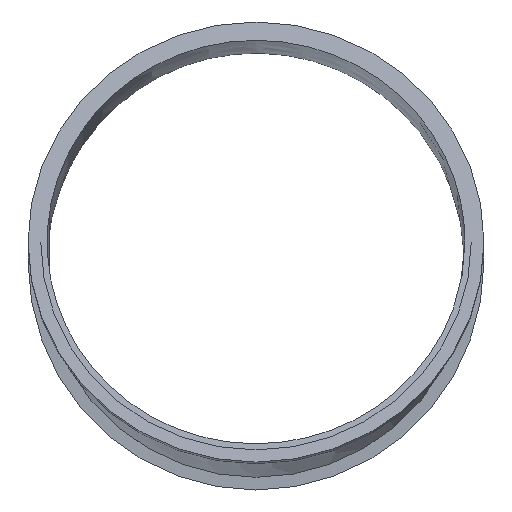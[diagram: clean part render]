
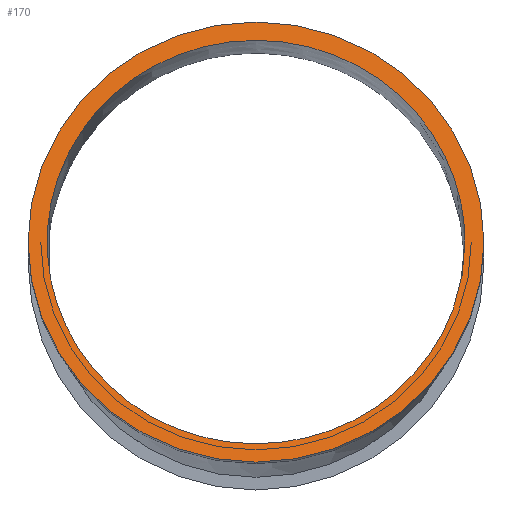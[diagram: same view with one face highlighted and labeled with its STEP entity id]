
A CAD part, top view. The second image highlights one B-rep face of the part: STEP entity #170.
In plain terms, the highlighted planar face has unit normal (0, 0.259, 0.966).
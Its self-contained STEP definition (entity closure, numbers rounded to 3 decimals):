
#21=PLANE('',#188);
#27=FACE_BOUND('',#54,.T.);
#28=FACE_BOUND('',#55,.T.);
#39=FACE_OUTER_BOUND('',#53,.T.);
#53=EDGE_LOOP('',(#150));
#54=EDGE_LOOP('',(#151));
#55=EDGE_LOOP('',(#152,#153));
#63=CIRCLE('',#181,102.);
#66=CIRCLE('',#186,108.);
#77=B_SPLINE_CURVE_WITH_KNOTS('',3,(#585,#586,#587,#588,#589,#590,#591,
#592,#593,#594,#595,#596,#597,#598,#599,#600,#601,#602,#603,#604,#605,#606,
#607,#608,#609,#610,#611,#612,#613,#614,#615,#616,#617,#618,#619,#620),
 .UNSPECIFIED.,.T.,.F.,(4,2,2,2,2,2,2,2,2,2,2,2,2,2,2,2,2,4),(0.,3.866,
7.732,11.599,15.467,19.335,23.203,
27.07,30.936,34.801,38.666,42.532,
46.4,50.27,54.137,58.004,60.193,
62.382),.UNSPECIFIED.);
#87=VERTEX_POINT('',#392);
#88=VERTEX_POINT('',#400);
#91=VERTEX_POINT('',#436);
#93=VERTEX_POINT('',#580);
#105=EDGE_CURVE('',#87,#88,#63,.T.);
#110=EDGE_CURVE('',#91,#91,#66,.T.);
#113=EDGE_CURVE('',#93,#93,#77,.T.);
#150=ORIENTED_EDGE('',*,*,#110,.F.);
#151=ORIENTED_EDGE('',*,*,#113,.T.);
#152=ORIENTED_EDGE('',*,*,#105,.F.);
#153=ORIENTED_EDGE('',*,*,#105,.T.);
#170=ADVANCED_FACE('',(#39,#27,#28),#21,.F.);
#181=AXIS2_PLACEMENT_3D('',#401,#207,#208);
#186=AXIS2_PLACEMENT_3D('',#437,#217,#218);
#188=AXIS2_PLACEMENT_3D('',#621,#221,#222);
#207=DIRECTION('center_axis',(0.,-0.259,-0.966));
#208=DIRECTION('ref_axis',(-1.,0.,0.));
#217=DIRECTION('center_axis',(0.,-0.259,-0.966));
#218=DIRECTION('ref_axis',(-1.,0.,0.));
#221=DIRECTION('center_axis',(0.,-0.259,-0.966));
#222=DIRECTION('ref_axis',(-1.,0.,0.));
#392=CARTESIAN_POINT('',(102.,10.148,77.081));
#400=CARTESIAN_POINT('',(-102.,10.148,77.081));
#401=CARTESIAN_POINT('Origin',(0.,10.148,77.081));
#436=CARTESIAN_POINT('',(108.,10.148,77.081));
#437=CARTESIAN_POINT('Origin',(0.,10.148,77.081));
#580=CARTESIAN_POINT('',(99.,10.148,77.081));
#585=CARTESIAN_POINT('Ctrl Pts',(91.668,46.253,67.407));
#586=CARTESIAN_POINT('Ctrl Pts',(96.536,34.728,70.495));
#587=CARTESIAN_POINT('Ctrl Pts',(99.027,22.394,73.8));
#588=CARTESIAN_POINT('Ctrl Pts',(98.973,-2.502,80.47));
#589=CARTESIAN_POINT('Ctrl Pts',(96.428,-14.825,83.773));
#590=CARTESIAN_POINT('Ctrl Pts',(86.59,-37.838,89.939));
#591=CARTESIAN_POINT('Ctrl Pts',(79.391,-48.307,92.744));
#592=CARTESIAN_POINT('Ctrl Pts',(61.24,-65.993,97.483));
#593=CARTESIAN_POINT('Ctrl Pts',(50.462,-73.039,99.371));
#594=CARTESIAN_POINT('Ctrl Pts',(26.714,-82.746,101.972));
#595=CARTESIAN_POINT('Ctrl Pts',(13.971,-85.313,102.659));
#596=CARTESIAN_POINT('Ctrl Pts',(-11.815,-85.584,102.732));
#597=CARTESIAN_POINT('Ctrl Pts',(-24.613,-83.286,102.116));
#598=CARTESIAN_POINT('Ctrl Pts',(-48.573,-74.081,99.65));
#599=CARTESIAN_POINT('Ctrl Pts',(-59.507,-67.264,97.823));
#600=CARTESIAN_POINT('Ctrl Pts',(-78.05,-49.967,93.189));
#601=CARTESIAN_POINT('Ctrl Pts',(-85.484,-39.654,90.425));
#602=CARTESIAN_POINT('Ctrl Pts',(-95.838,-16.859,84.317));
#603=CARTESIAN_POINT('Ctrl Pts',(-98.661,-4.596,81.032));
#604=CARTESIAN_POINT('Ctrl Pts',(-99.282,20.285,74.365));
#605=CARTESIAN_POINT('Ctrl Pts',(-97.074,32.665,71.047));
#606=CARTESIAN_POINT('Ctrl Pts',(-87.869,55.914,64.818));
#607=CARTESIAN_POINT('Ctrl Pts',(-80.959,66.561,61.965));
#608=CARTESIAN_POINT('Ctrl Pts',(-63.299,84.702,57.104));
#609=CARTESIAN_POINT('Ctrl Pts',(-52.716,92.021,55.143));
#610=CARTESIAN_POINT('Ctrl Pts',(-29.238,102.331,52.381));
#611=CARTESIAN_POINT('Ctrl Pts',(-16.566,105.221,51.606));
#612=CARTESIAN_POINT('Ctrl Pts',(9.207,106.146,51.358));
#613=CARTESIAN_POINT('Ctrl Pts',(22.062,104.173,51.887));
#614=CARTESIAN_POINT('Ctrl Pts',(46.261,95.582,54.189));
#615=CARTESIAN_POINT('Ctrl Pts',(57.374,89.046,55.94));
#616=CARTESIAN_POINT('Ctrl Pts',(72.259,75.877,59.469));
#617=CARTESIAN_POINT('Ctrl Pts',(77.078,70.556,60.895));
#618=CARTESIAN_POINT('Ctrl Pts',(85.418,58.989,63.994));
#619=CARTESIAN_POINT('Ctrl Pts',(88.912,52.778,65.658));
#620=CARTESIAN_POINT('Ctrl Pts',(91.668,46.253,67.407));
#621=CARTESIAN_POINT('Origin',(0.,10.148,77.081));
